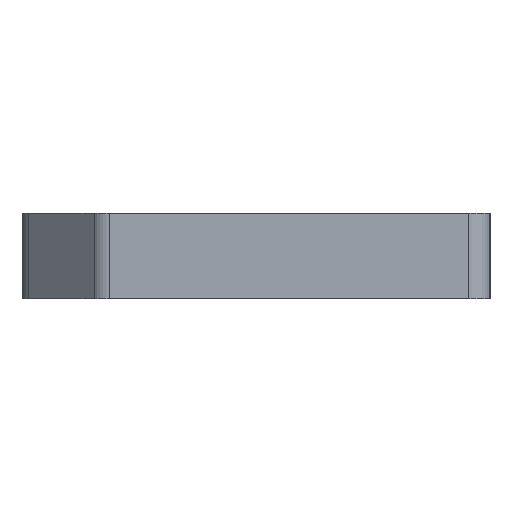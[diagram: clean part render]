
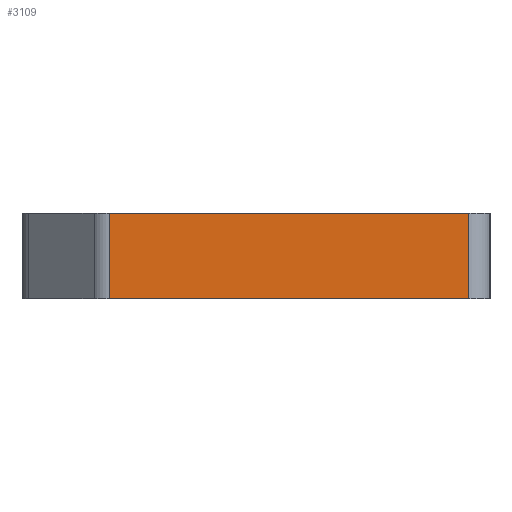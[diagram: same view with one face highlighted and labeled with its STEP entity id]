
A CAD part, left-side view. The second image highlights one B-rep face of the part: STEP entity #3109.
In plain terms, the highlighted planar face has unit normal (-1, 0, 0).
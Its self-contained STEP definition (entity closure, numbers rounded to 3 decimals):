
#516=FACE_OUTER_BOUND('',#707,.T.);
#707=EDGE_LOOP('',(#2876,#2877,#2878,#2879));
#853=LINE('',#5247,#1099);
#932=LINE('',#6462,#1178);
#953=LINE('',#6561,#1199);
#954=LINE('',#6563,#1200);
#1099=VECTOR('',#3687,10.);
#1178=VECTOR('',#3848,10.);
#1199=VECTOR('',#3937,10.);
#1200=VECTOR('',#3940,10.);
#1394=VERTEX_POINT('',#5244);
#1395=VERTEX_POINT('',#5246);
#1497=VERTEX_POINT('',#6459);
#1498=VERTEX_POINT('',#6461);
#1770=EDGE_CURVE('',#1394,#1395,#853,.T.);
#1932=EDGE_CURVE('',#1497,#1498,#932,.T.);
#1964=EDGE_CURVE('',#1498,#1394,#953,.T.);
#1965=EDGE_CURVE('',#1395,#1497,#954,.T.);
#2876=ORIENTED_EDGE('',*,*,#1964,.F.);
#2877=ORIENTED_EDGE('',*,*,#1932,.F.);
#2878=ORIENTED_EDGE('',*,*,#1965,.F.);
#2879=ORIENTED_EDGE('',*,*,#1770,.F.);
#2947=PLANE('',#3313);
#3109=ADVANCED_FACE('',(#516),#2947,.T.);
#3313=AXIS2_PLACEMENT_3D('',#6562,#3938,#3939);
#3687=DIRECTION('',(0.,-1.,0.));
#3848=DIRECTION('',(0.,1.,0.));
#3937=DIRECTION('',(0.,0.,1.));
#3938=DIRECTION('center_axis',(-1.,0.,0.));
#3939=DIRECTION('ref_axis',(0.,-1.,0.));
#3940=DIRECTION('',(0.,0.,-1.));
#5244=CARTESIAN_POINT('',(4.,117.912,33.));
#5246=CARTESIAN_POINT('',(4.,101.068,33.));
#5247=CARTESIAN_POINT('',(4.,122.,33.));
#6459=CARTESIAN_POINT('',(4.,101.068,29.));
#6461=CARTESIAN_POINT('',(4.,117.912,29.));
#6462=CARTESIAN_POINT('',(4.,122.,29.));
#6561=CARTESIAN_POINT('',(4.,117.912,29.));
#6562=CARTESIAN_POINT('Origin',(4.,118.326,29.));
#6563=CARTESIAN_POINT('',(4.,101.068,29.));
